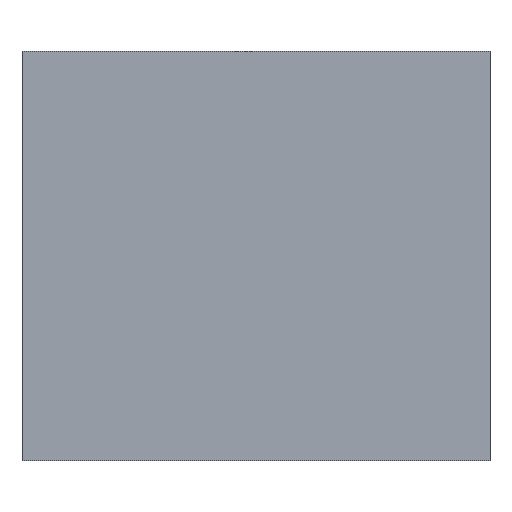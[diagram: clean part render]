
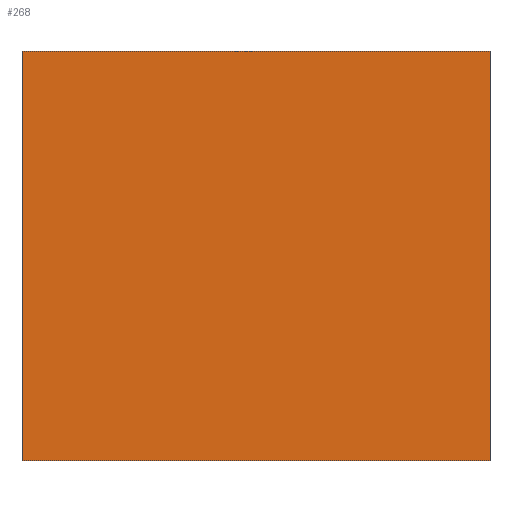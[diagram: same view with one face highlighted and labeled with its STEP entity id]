
A CAD part, top view. The second image highlights one B-rep face of the part: STEP entity #268.
In plain terms, the highlighted planar face has unit normal (0, 0, 1).
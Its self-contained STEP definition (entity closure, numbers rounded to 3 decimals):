
#189=CARTESIAN_POINT('',(1636.591,26.063,124.72));
#190=VERTEX_POINT('',#189);
#221=CARTESIAN_POINT('',(1655.741,26.063,124.72));
#222=VERTEX_POINT('',#221);
#229=CARTESIAN_POINT('',(1655.741,26.063,124.72));
#230=DIRECTION('',(-1.,-0.,-0.));
#231=VECTOR('',#230,19.15);
#232=LINE('',#229,#231);
#233=EDGE_CURVE('',#222,#190,#232,.T.);
#238=CARTESIAN_POINT('',(339.,55.564,124.72));
#239=DIRECTION('',(-0.,-0.,1.));
#240=DIRECTION('',(1.,0.,0.));
#241=AXIS2_PLACEMENT_3D('',#238,#239,#240);
#242=PLANE('',#241);
#243=CARTESIAN_POINT('',(1636.591,42.809,124.72));
#244=VERTEX_POINT('',#243);
#245=CARTESIAN_POINT('',(1636.591,42.809,124.72));
#246=DIRECTION('',(-0.,-1.,-0.));
#247=VECTOR('',#246,16.746);
#248=LINE('',#245,#247);
#249=EDGE_CURVE('',#244,#190,#248,.T.);
#250=ORIENTED_EDGE('',*,*,#249,.T.);
#251=ORIENTED_EDGE('',*,*,#233,.F.);
#252=CARTESIAN_POINT('',(1655.741,42.809,124.72));
#253=VERTEX_POINT('',#252);
#254=CARTESIAN_POINT('',(1655.741,26.063,124.72));
#255=DIRECTION('',(-0.,1.,0.));
#256=VECTOR('',#255,16.746);
#257=LINE('',#254,#256);
#258=EDGE_CURVE('',#222,#253,#257,.T.);
#259=ORIENTED_EDGE('',*,*,#258,.T.);
#260=CARTESIAN_POINT('',(1655.741,42.809,124.72));
#261=DIRECTION('',(-1.,0.,-0.));
#262=VECTOR('',#261,19.15);
#263=LINE('',#260,#262);
#264=EDGE_CURVE('',#253,#244,#263,.T.);
#265=ORIENTED_EDGE('',*,*,#264,.T.);
#266=EDGE_LOOP('',(#250,#251,#259,#265));
#267=FACE_BOUND('',#266,.T.);
#268=ADVANCED_FACE('',(#267),#242,.T.);
